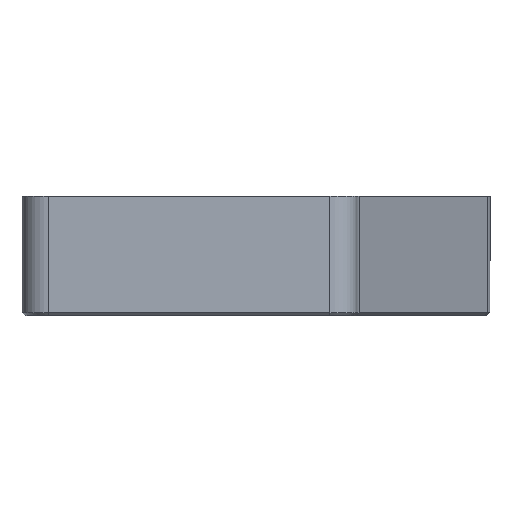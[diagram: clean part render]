
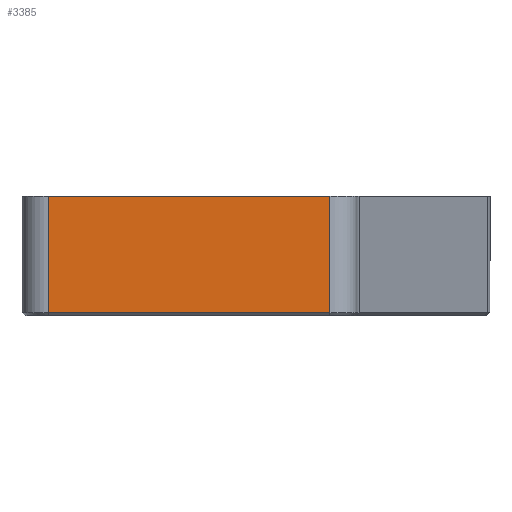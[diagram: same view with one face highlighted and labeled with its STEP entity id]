
A CAD part, left-side view. The second image highlights one B-rep face of the part: STEP entity #3385.
In plain terms, the highlighted planar face has unit normal (-1, 0, 0).
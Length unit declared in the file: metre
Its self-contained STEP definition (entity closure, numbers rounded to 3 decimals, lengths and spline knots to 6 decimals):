
#230=LINE('',#5334,#509);
#297=LINE('',#5561,#576);
#298=LINE('',#5563,#577);
#299=LINE('',#5565,#578);
#509=VECTOR('',#4198,1.);
#576=VECTOR('',#4357,1.);
#577=VECTOR('',#4358,1.);
#578=VECTOR('',#4359,1.);
#975=ORIENTED_EDGE('',*,*,#1938,.T.);
#976=ORIENTED_EDGE('',*,*,#1939,.T.);
#977=ORIENTED_EDGE('',*,*,#1940,.T.);
#978=ORIENTED_EDGE('',*,*,#1832,.T.);
#1832=EDGE_CURVE('',#2321,#2320,#230,.T.);
#1938=EDGE_CURVE('',#2320,#2411,#297,.F.);
#1939=EDGE_CURVE('',#2411,#2412,#298,.T.);
#1940=EDGE_CURVE('',#2412,#2321,#299,.T.);
#2320=VERTEX_POINT('',#5333);
#2321=VERTEX_POINT('',#5335);
#2411=VERTEX_POINT('',#5562);
#2412=VERTEX_POINT('',#5564);
#2756=EDGE_LOOP('',(#975,#976,#977,#978));
#3027=FACE_BOUND('',#2756,.T.);
#3274=PLANE('',#3706);
#3385=ADVANCED_FACE('',(#3027),#3274,.F.);
#3706=AXIS2_PLACEMENT_3D('',#5560,#4355,#4356);
#4198=DIRECTION('',(0.,1.,0.));
#4355=DIRECTION('',(1.,0.,0.));
#4356=DIRECTION('',(0.,0.,-1.));
#4357=DIRECTION('',(0.,0.,1.));
#4358=DIRECTION('',(0.,-1.,0.));
#4359=DIRECTION('',(0.,0.,1.));
#5333=CARTESIAN_POINT('',(-0.13255,0.04805,0.0183));
#5334=CARTESIAN_POINT('',(-0.13255,0.0165,0.0183));
#5335=CARTESIAN_POINT('',(-0.13255,-0.01505,0.0183));
#5560=CARTESIAN_POINT('',(-0.13255,0.0165,-0.315188));
#5561=CARTESIAN_POINT('',(-0.13255,0.04805,-0.315188));
#5562=CARTESIAN_POINT('',(-0.13255,0.04805,-0.00785));
#5563=CARTESIAN_POINT('',(-0.13255,-0.01505,-0.00785));
#5564=CARTESIAN_POINT('',(-0.13255,-0.01505,-0.00785));
#5565=CARTESIAN_POINT('',(-0.13255,-0.01505,-0.315188));
